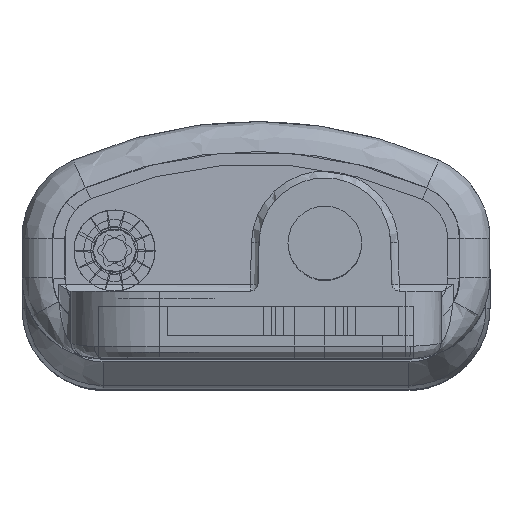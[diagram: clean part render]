
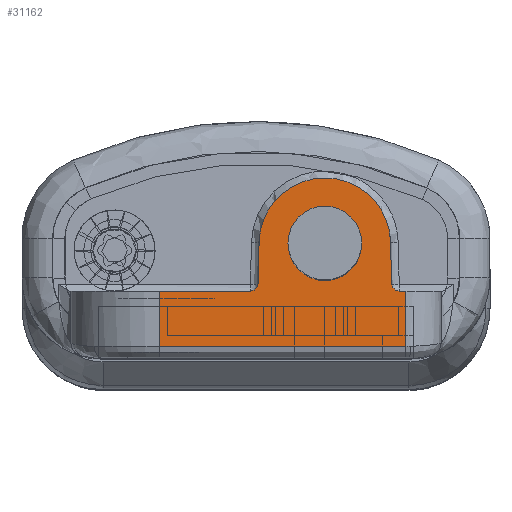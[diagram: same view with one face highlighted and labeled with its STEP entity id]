
A CAD part, top view. The second image highlights one B-rep face of the part: STEP entity #31162.
In plain terms, the highlighted planar face has unit normal (0, 0, 1).
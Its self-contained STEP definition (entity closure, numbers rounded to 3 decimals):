
#28443=CARTESIAN_POINT('',(4.5,5.5,36.8));
#28444=DIRECTION('',(0.,0.,-1.));
#28445=DIRECTION('',(1.,0.,0.));
#28446=AXIS2_PLACEMENT_3D('',#28443,#28444,#28445);
#28448=CARTESIAN_POINT('',(4.5,5.5,36.8));
#28449=DIRECTION('',(0.,0.,-1.));
#28450=DIRECTION('',(-1.,0.,0.));
#28451=AXIS2_PLACEMENT_3D('',#28448,#28449,#28450);
#28453=DIRECTION('',(0.,-1.,0.));
#28454=VECTOR('',#28453,3.6);
#28455=CARTESIAN_POINT('',(-6.3,2.4,36.8));
#28456=LINE('',#28455,#28454);
#28457=DIRECTION('',(-1.,0.,0.));
#28458=VECTOR('',#28457,5.936);
#28459=CARTESIAN_POINT('',(-0.364,2.4,36.8));
#28460=LINE('',#28459,#28458);
#28461=DIRECTION('',(-0.024,-1.,0.));
#28462=VECTOR('',#28461,2.716);
#28463=CARTESIAN_POINT('',(0.201,5.604,36.8));
#28464=LINE('',#28463,#28462);
#28465=CARTESIAN_POINT('',(4.5,5.5,36.8));
#28466=DIRECTION('',(0.,0.,1.));
#28467=DIRECTION('',(1.,0.024,0.));
#28468=AXIS2_PLACEMENT_3D('',#28465,#28466,#28467);
#28470=DIRECTION('',(-0.024,1.,0.));
#28471=VECTOR('',#28470,2.716);
#28472=CARTESIAN_POINT('',(8.864,2.888,36.8));
#28473=LINE('',#28472,#28471);
#28474=DIRECTION('',(-1.,0.,0.));
#28475=VECTOR('',#28474,0.436);
#28476=CARTESIAN_POINT('',(9.8,2.4,36.8));
#28477=LINE('',#28476,#28475);
#28478=DIRECTION('',(0.,1.,0.));
#28479=VECTOR('',#28478,3.6);
#28480=CARTESIAN_POINT('',(9.8,-1.2,36.8));
#28481=LINE('',#28480,#28479);
#28482=DIRECTION('',(1.,0.,0.));
#28483=VECTOR('',#28482,16.1);
#28484=CARTESIAN_POINT('',(-6.3,-1.2,36.8));
#28485=LINE('',#28484,#28483);
#29289=CARTESIAN_POINT('',(9.364,2.9,36.8));
#29290=DIRECTION('',(0.,0.,-1.));
#29291=DIRECTION('',(0.,-1.,0.));
#29292=AXIS2_PLACEMENT_3D('',#29289,#29290,#29291);
#29377=CARTESIAN_POINT('',(-0.364,2.9,36.8));
#29378=DIRECTION('',(0.,0.,-1.));
#29379=DIRECTION('',(1.,-0.024,0.));
#29380=AXIS2_PLACEMENT_3D('',#29377,#29378,#29379);
#30390=CARTESIAN_POINT('',(6.91,5.5,36.8));
#30391=CARTESIAN_POINT('',(2.09,5.5,36.8));
#30392=VERTEX_POINT('',#30390);
#30393=VERTEX_POINT('',#30391);
#30394=CARTESIAN_POINT('',(8.799,5.604,36.8));
#30395=CARTESIAN_POINT('',(0.201,5.604,36.8));
#30396=VERTEX_POINT('',#30394);
#30397=VERTEX_POINT('',#30395);
#30399=CARTESIAN_POINT('',(-6.3,2.4,36.8));
#30401=VERTEX_POINT('',#30399);
#30402=CARTESIAN_POINT('',(9.8,2.4,36.8));
#30404=VERTEX_POINT('',#30402);
#30406=CARTESIAN_POINT('',(-6.3,-1.2,36.8));
#30407=VERTEX_POINT('',#30406);
#30408=CARTESIAN_POINT('',(9.8,-1.2,36.8));
#30410=VERTEX_POINT('',#30408);
#30626=CARTESIAN_POINT('',(0.136,2.888,36.8));
#30627=VERTEX_POINT('',#30626);
#30628=CARTESIAN_POINT('',(8.864,2.888,36.8));
#30629=VERTEX_POINT('',#30628);
#30826=CARTESIAN_POINT('',(-0.364,2.4,36.8));
#30827=VERTEX_POINT('',#30826);
#30828=CARTESIAN_POINT('',(9.364,2.4,36.8));
#30829=VERTEX_POINT('',#30828);
#31131=CARTESIAN_POINT('',(0.,0.,36.8));
#31132=DIRECTION('',(0.,0.,1.));
#31133=DIRECTION('',(1.,0.,0.));
#31134=AXIS2_PLACEMENT_3D('',#31131,#31132,#31133);
#31135=PLANE('',#31134);
#31137=ORIENTED_EDGE('',*,*,#31136,.F.);
#31139=ORIENTED_EDGE('',*,*,#31138,.F.);
#31141=ORIENTED_EDGE('',*,*,#31140,.F.);
#31143=ORIENTED_EDGE('',*,*,#31142,.F.);
#31145=ORIENTED_EDGE('',*,*,#31144,.F.);
#31147=ORIENTED_EDGE('',*,*,#31146,.F.);
#31149=ORIENTED_EDGE('',*,*,#31148,.F.);
#31151=ORIENTED_EDGE('',*,*,#31150,.F.);
#31153=ORIENTED_EDGE('',*,*,#31152,.F.);
#31155=ORIENTED_EDGE('',*,*,#31154,.F.);
#31156=EDGE_LOOP('',(#31137,#31139,#31141,#31143,#31145,#31147,#31149,#31151,
#31153,#31155));
#31157=FACE_OUTER_BOUND('',#31156,.F.);
#31158=ORIENTED_EDGE('',*,*,#31113,.F.);
#31159=ORIENTED_EDGE('',*,*,#31126,.F.);
#31160=EDGE_LOOP('',(#31158,#31159));
#31161=FACE_BOUND('',#31160,.F.);
#31162=ADVANCED_FACE('',(#31157,#31161),#31135,.T.);
#28447=CIRCLE('',#28446,2.41);
#28452=CIRCLE('',#28451,2.41);
#28469=CIRCLE('',#28468,4.3);
#29293=CIRCLE('',#29292,0.5);
#29381=CIRCLE('',#29380,0.5);
#31113=EDGE_CURVE('',#30392,#30393,#28447,.T.);
#31126=EDGE_CURVE('',#30393,#30392,#28452,.T.);
#31136=EDGE_CURVE('',#30401,#30407,#28456,.T.);
#31138=EDGE_CURVE('',#30827,#30401,#28460,.T.);
#31140=EDGE_CURVE('',#30627,#30827,#29381,.T.);
#31142=EDGE_CURVE('',#30397,#30627,#28464,.T.);
#31144=EDGE_CURVE('',#30396,#30397,#28469,.T.);
#31146=EDGE_CURVE('',#30629,#30396,#28473,.T.);
#31148=EDGE_CURVE('',#30829,#30629,#29293,.T.);
#31150=EDGE_CURVE('',#30404,#30829,#28477,.T.);
#31152=EDGE_CURVE('',#30410,#30404,#28481,.T.);
#31154=EDGE_CURVE('',#30407,#30410,#28485,.T.);
